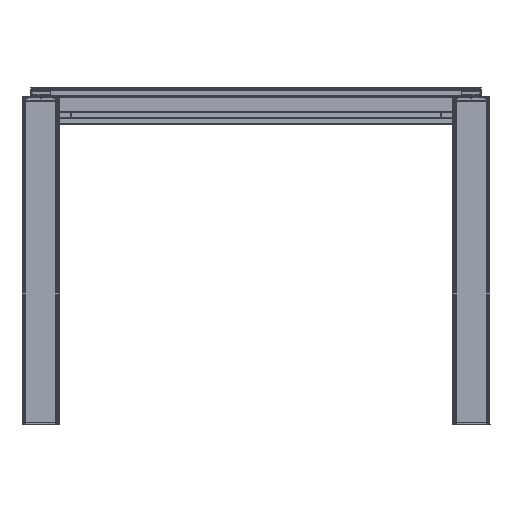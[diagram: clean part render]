
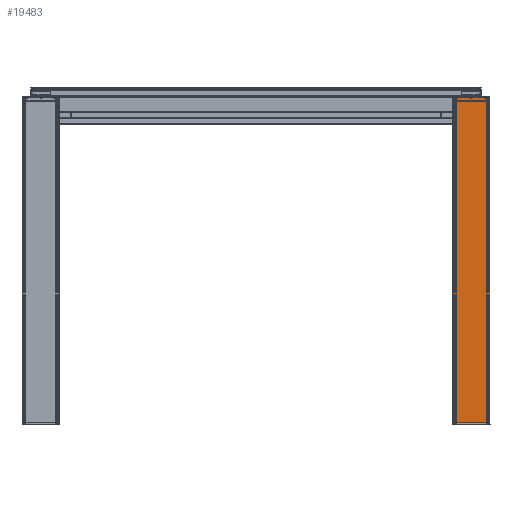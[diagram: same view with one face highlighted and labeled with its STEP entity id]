
A CAD part, front view. The second image highlights one B-rep face of the part: STEP entity #19483.
In plain terms, the highlighted face is planar.
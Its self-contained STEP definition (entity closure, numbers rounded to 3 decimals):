
#1494=FACE_OUTER_BOUND('',#2650,.T.);
#2650=EDGE_LOOP('',(#13226,#13227,#13228,#13229));
#5270=LINE('',#30469,#6727);
#5333=LINE('',#30675,#6790);
#5335=LINE('',#30681,#6792);
#5336=LINE('',#30682,#6793);
#6727=VECTOR('',#23627,10.);
#6790=VECTOR('',#23820,10.);
#6792=VECTOR('',#23826,10.);
#6793=VECTOR('',#23827,10.);
#8186=VERTEX_POINT('',#30466);
#8187=VERTEX_POINT('',#30468);
#8265=VERTEX_POINT('',#30674);
#8267=VERTEX_POINT('',#30680);
#10070=EDGE_CURVE('',#8187,#8186,#5270,.T.);
#10173=EDGE_CURVE('',#8265,#8187,#5333,.T.);
#10176=EDGE_CURVE('',#8267,#8186,#5335,.T.);
#10177=EDGE_CURVE('',#8265,#8267,#5336,.T.);
#13226=ORIENTED_EDGE('',*,*,#10176,.F.);
#13227=ORIENTED_EDGE('',*,*,#10177,.F.);
#13228=ORIENTED_EDGE('',*,*,#10173,.T.);
#13229=ORIENTED_EDGE('',*,*,#10070,.T.);
#19085=PLANE('',#20994);
#19483=ADVANCED_FACE('',(#1494),#19085,.T.);
#20994=AXIS2_PLACEMENT_3D('',#30679,#23824,#23825);
#23627=DIRECTION('',(0.,-1.,0.));
#23820=DIRECTION('',(0.,0.,1.));
#23824=DIRECTION('center_axis',(1.,0.,0.));
#23825=DIRECTION('ref_axis',(0.,0.,-1.));
#23826=DIRECTION('',(0.,0.,1.));
#23827=DIRECTION('',(0.,-1.,0.));
#30466=CARTESIAN_POINT('',(57.665,-6.5,695.2));
#30468=CARTESIAN_POINT('',(57.665,69.5,695.2));
#30469=CARTESIAN_POINT('',(57.665,-6.5,695.2));
#30674=CARTESIAN_POINT('',(57.665,69.5,0.));
#30675=CARTESIAN_POINT('',(57.665,69.5,693.5));
#30679=CARTESIAN_POINT('Origin',(57.665,71.5,0.));
#30680=CARTESIAN_POINT('',(57.665,-6.5,0.));
#30681=CARTESIAN_POINT('',(57.665,-6.5,693.5));
#30682=CARTESIAN_POINT('',(57.665,71.5,0.));
